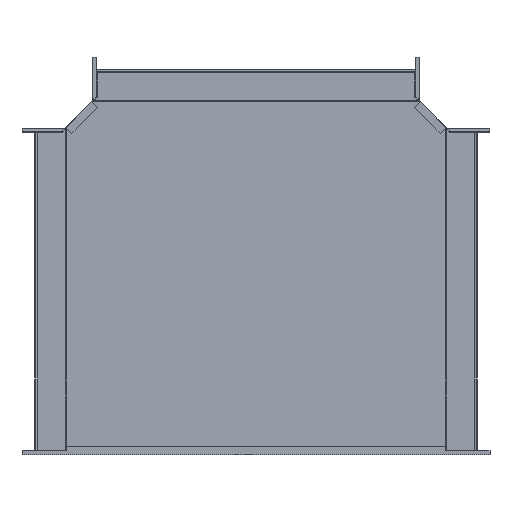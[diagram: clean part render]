
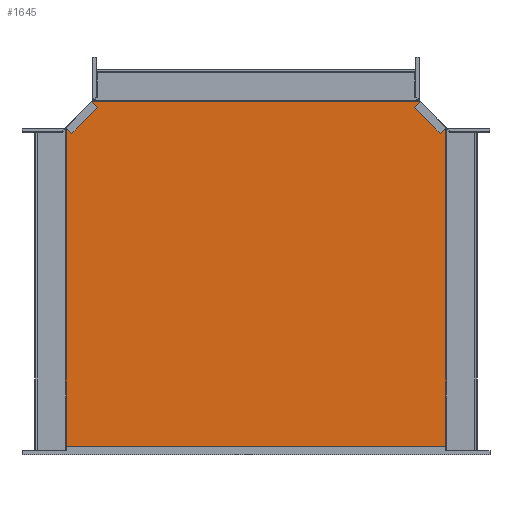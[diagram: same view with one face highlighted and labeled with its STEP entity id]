
A CAD part, front view. The second image highlights one B-rep face of the part: STEP entity #1645.
In plain terms, the highlighted planar face has unit normal (0, -1, 0).
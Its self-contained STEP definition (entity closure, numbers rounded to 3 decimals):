
#40 = DIRECTION ( 'NONE',  ( 1., 0., 0. ) ) ;
#53 = ORIENTED_EDGE ( 'NONE', *, *, #5096, .T. ) ;
#63 = VECTOR ( 'NONE', #2896, 1000. ) ;
#183 = VECTOR ( 'NONE', #2429, 1000. ) ;
#222 = DIRECTION ( 'NONE',  ( 1., 0., 0. ) ) ;
#245 = CARTESIAN_POINT ( 'NONE',  ( 346.134, 0., 593.343 ) ) ;
#261 = CARTESIAN_POINT ( 'NONE',  ( 297.43, 0., 642.103 ) ) ;
#292 = LINE ( 'NONE', #3965, #2435 ) ;
#302 = EDGE_CURVE ( 'NONE', #2629, #4367, #1657, .T. ) ;
#358 = CARTESIAN_POINT ( 'NONE',  ( -345.073, 0., 0. ) ) ;
#396 = VERTEX_POINT ( 'NONE', #5663 ) ;
#397 = VECTOR ( 'NONE', #1827, 1000. ) ;
#442 = CARTESIAN_POINT ( 'NONE',  ( -345.853, 0., 593.68 ) ) ;
#473 = EDGE_CURVE ( 'NONE', #2303, #4998, #3195, .T. ) ;
#538 = ORIENTED_EDGE ( 'NONE', *, *, #302, .F. ) ;
#550 = ORIENTED_EDGE ( 'NONE', *, *, #3833, .F. ) ;
#601 = LINE ( 'NONE', #944, #397 ) ;
#622 = ORIENTED_EDGE ( 'NONE', *, *, #3485, .T. ) ;
#673 = CARTESIAN_POINT ( 'NONE',  ( -346.134, 0., 0. ) ) ;
#738 = CARTESIAN_POINT ( 'NONE',  ( -297.093, 0., 642.384 ) ) ;
#771 = CARTESIAN_POINT ( 'NONE',  ( 337.925, 0., 601.648 ) ) ;
#854 = LINE ( 'NONE', #358, #5534 ) ;
#944 = CARTESIAN_POINT ( 'NONE',  ( 0., 0., 642.384 ) ) ;
#1011 = CARTESIAN_POINT ( 'NONE',  ( 346.134, 0., 593.343 ) ) ;
#1023 = ORIENTED_EDGE ( 'NONE', *, *, #5029, .F. ) ;
#1051 = CARTESIAN_POINT ( 'NONE',  ( -337.925, 0., 601.648 ) ) ;
#1126 = VERTEX_POINT ( 'NONE', #2388 ) ;
#1135 = B_SPLINE_CURVE_WITH_KNOTS ( 'NONE', 3,
 ( #2145, #442, #2574, #4387 ),
 .UNSPECIFIED., .F., .F.,
 ( 4, 4 ),
 ( 0.005, 0.006 ),
 .UNSPECIFIED. ) ;
#1144 = LINE ( 'NONE', #771, #63 ) ;
#1167 = CARTESIAN_POINT ( 'NONE',  ( 345.073, 0., 6.5 ) ) ;
#1171 = VERTEX_POINT ( 'NONE', #3413 ) ;
#1198 = LINE ( 'NONE', #4683, #1751 ) ;
#1243 = CARTESIAN_POINT ( 'NONE',  ( 345.987, 0., 593.506 ) ) ;
#1252 = DIRECTION ( 'NONE',  ( -1., 0., 0. ) ) ;
#1257 = CARTESIAN_POINT ( 'NONE',  ( -345.719, 0., 6.5 ) ) ;
#1447 = CARTESIAN_POINT ( 'NONE',  ( -297.093, 0., 642.384 ) ) ;
#1498 = EDGE_CURVE ( 'NONE', #3294, #5547, #3561, .T. ) ;
#1633 = DIRECTION ( 'NONE',  ( 0., 0., -1. ) ) ;
#1645 = ADVANCED_FACE ( 'NONE', ( #3554 ), #1701, .F. ) ;
#1657 = LINE ( 'NONE', #5591, #4722 ) ;
#1701 = PLANE ( 'NONE',  #3755 ) ;
#1751 = VECTOR ( 'NONE', #1633, 1000. ) ;
#1760 = LINE ( 'NONE', #3597, #5518 ) ;
#1779 = DIRECTION ( 'NONE',  ( 0., 0., 1. ) ) ;
#1812 = CARTESIAN_POINT ( 'NONE',  ( -345.719, 0., 593.854 ) ) ;
#1827 = DIRECTION ( 'NONE',  ( 1., 0., 0. ) ) ;
#1867 = CARTESIAN_POINT ( 'NONE',  ( -345.073, 0., 6.5 ) ) ;
#1917 = EDGE_CURVE ( 'NONE', #4998, #2932, #3368, .T. ) ;
#2038 = DIRECTION ( 'NONE',  ( 0., 0., -1. ) ) ;
#2145 = CARTESIAN_POINT ( 'NONE',  ( -345.719, 0., 593.854 ) ) ;
#2262 = ORIENTED_EDGE ( 'NONE', *, *, #4606, .T. ) ;
#2303 = VERTEX_POINT ( 'NONE', #1257 ) ;
#2388 = CARTESIAN_POINT ( 'NONE',  ( -345.073, 0., 0. ) ) ;
#2404 = CARTESIAN_POINT ( 'NONE',  ( 0., 0., 6.5 ) ) ;
#2429 = DIRECTION ( 'NONE',  ( 0., 0., 1. ) ) ;
#2435 = VECTOR ( 'NONE', #40, 1000. ) ;
#2485 = CARTESIAN_POINT ( 'NONE',  ( 297.256, 0., 642.237 ) ) ;
#2533 = EDGE_CURVE ( 'NONE', #3294, #4052, #4228, .T. ) ;
#2535 = CARTESIAN_POINT ( 'NONE',  ( -297.604, 0., 641.969 ) ) ;
#2574 = CARTESIAN_POINT ( 'NONE',  ( -345.987, 0., 593.506 ) ) ;
#2602 = EDGE_CURVE ( 'NONE', #5279, #396, #1198, .T. ) ;
#2629 = VERTEX_POINT ( 'NONE', #1011 ) ;
#2656 = CARTESIAN_POINT ( 'NONE',  ( 345.073, 0., 6.5 ) ) ;
#2681 = B_SPLINE_CURVE_WITH_KNOTS ( 'NONE', 3,
 ( #4525, #261, #2485, #3729 ),
 .UNSPECIFIED., .F., .F.,
 ( 4, 4 ),
 ( 0.005, 0.006 ),
 .UNSPECIFIED. ) ;
#2895 = EDGE_LOOP ( 'NONE', ( #1023, #622, #538, #550, #5565, #3272, #5089, #3745, #3856, #2960, #5084, #5333, #2262, #53, #4735, #5375 ) ) ;
#2896 = DIRECTION ( 'NONE',  ( 0.707, 0., -0.707 ) ) ;
#2927 = VERTEX_POINT ( 'NONE', #2965 ) ;
#2932 = VERTEX_POINT ( 'NONE', #4582 ) ;
#2960 = ORIENTED_EDGE ( 'NONE', *, *, #5051, .T. ) ;
#2965 = CARTESIAN_POINT ( 'NONE',  ( 345.719, 0., 6.5 ) ) ;
#2995 = B_SPLINE_CURVE_WITH_KNOTS ( 'NONE', 3,
 ( #5001, #3710, #1243, #245 ),
 .UNSPECIFIED., .F., .F.,
 ( 4, 4 ),
 ( 0.005, 0.006 ),
 .UNSPECIFIED. ) ;
#3018 = DIRECTION ( 'NONE',  ( 0., 1., 0. ) ) ;
#3142 = DIRECTION ( 'NONE',  ( -1., 0., 0. ) ) ;
#3172 = VERTEX_POINT ( 'NONE', #1867 ) ;
#3195 = LINE ( 'NONE', #2404, #4836 ) ;
#3272 = ORIENTED_EDGE ( 'NONE', *, *, #5608, .T. ) ;
#3294 = VERTEX_POINT ( 'NONE', #2535 ) ;
#3368 = LINE ( 'NONE', #673, #183 ) ;
#3413 = CARTESIAN_POINT ( 'NONE',  ( 345.719, 0., 593.854 ) ) ;
#3424 = EDGE_CURVE ( 'NONE', #5547, #4151, #601, .T. ) ;
#3485 = EDGE_CURVE ( 'NONE', #2927, #4367, #3717, .T. ) ;
#3554 = FACE_OUTER_BOUND ( 'NONE', #2895, .T. ) ;
#3561 = B_SPLINE_CURVE_WITH_KNOTS ( 'NONE', 3,
 ( #5506, #5111, #5533, #738 ),
 .UNSPECIFIED., .F., .F.,
 ( 4, 4 ),
 ( 0.005, 0.006 ),
 .UNSPECIFIED. ) ;
#3597 = CARTESIAN_POINT ( 'NONE',  ( 345.073, 0., 0. ) ) ;
#3710 = CARTESIAN_POINT ( 'NONE',  ( 345.853, 0., 593.68 ) ) ;
#3715 = CARTESIAN_POINT ( 'NONE',  ( -346.134, 0., 6.5 ) ) ;
#3717 = LINE ( 'NONE', #4112, #4327 ) ;
#3729 = CARTESIAN_POINT ( 'NONE',  ( 297.093, 0., 642.384 ) ) ;
#3745 = ORIENTED_EDGE ( 'NONE', *, *, #1498, .F. ) ;
#3755 = AXIS2_PLACEMENT_3D ( 'NONE', #3952, #3018, #1779 ) ;
#3764 = EDGE_CURVE ( 'NONE', #396, #1126, #1760, .T. ) ;
#3833 = EDGE_CURVE ( 'NONE', #1171, #2629, #2995, .T. ) ;
#3853 = DIRECTION ( 'NONE',  ( 0., 0., -1. ) ) ;
#3856 = ORIENTED_EDGE ( 'NONE', *, *, #2533, .T. ) ;
#3952 = CARTESIAN_POINT ( 'NONE',  ( 0., 0., 0. ) ) ;
#3965 = CARTESIAN_POINT ( 'NONE',  ( -345.073, 0., 6.5 ) ) ;
#4052 = VERTEX_POINT ( 'NONE', #1812 ) ;
#4063 = VECTOR ( 'NONE', #1252, 1000. ) ;
#4090 = CARTESIAN_POINT ( 'NONE',  ( 297.093, 0., 642.384 ) ) ;
#4112 = CARTESIAN_POINT ( 'NONE',  ( 345.719, 0., 6.5 ) ) ;
#4151 = VERTEX_POINT ( 'NONE', #4090 ) ;
#4170 = DIRECTION ( 'NONE',  ( -0.707, 0., -0.707 ) ) ;
#4228 = LINE ( 'NONE', #1051, #5049 ) ;
#4327 = VECTOR ( 'NONE', #222, 1000. ) ;
#4367 = VERTEX_POINT ( 'NONE', #4928 ) ;
#4387 = CARTESIAN_POINT ( 'NONE',  ( -346.134, 0., 593.343 ) ) ;
#4426 = VERTEX_POINT ( 'NONE', #5354 ) ;
#4468 = DIRECTION ( 'NONE',  ( -1., 0., 0. ) ) ;
#4525 = CARTESIAN_POINT ( 'NONE',  ( 297.604, 0., 641.969 ) ) ;
#4582 = CARTESIAN_POINT ( 'NONE',  ( -346.134, 0., 593.343 ) ) ;
#4606 = EDGE_CURVE ( 'NONE', #2303, #3172, #292, .T. ) ;
#4683 = CARTESIAN_POINT ( 'NONE',  ( 345.073, 0., 0. ) ) ;
#4722 = VECTOR ( 'NONE', #2038, 1000. ) ;
#4735 = ORIENTED_EDGE ( 'NONE', *, *, #3764, .F. ) ;
#4836 = VECTOR ( 'NONE', #4468, 1000. ) ;
#4864 = EDGE_CURVE ( 'NONE', #4426, #1171, #1144, .T. ) ;
#4928 = CARTESIAN_POINT ( 'NONE',  ( 346.134, 0., 6.5 ) ) ;
#4998 = VERTEX_POINT ( 'NONE', #3715 ) ;
#5001 = CARTESIAN_POINT ( 'NONE',  ( 345.719, 0., 593.854 ) ) ;
#5029 = EDGE_CURVE ( 'NONE', #2927, #5279, #5144, .T. ) ;
#5049 = VECTOR ( 'NONE', #4170, 1000. ) ;
#5051 = EDGE_CURVE ( 'NONE', #4052, #2932, #1135, .T. ) ;
#5084 = ORIENTED_EDGE ( 'NONE', *, *, #1917, .F. ) ;
#5089 = ORIENTED_EDGE ( 'NONE', *, *, #3424, .F. ) ;
#5096 = EDGE_CURVE ( 'NONE', #3172, #1126, #854, .T. ) ;
#5111 = CARTESIAN_POINT ( 'NONE',  ( -297.43, 0., 642.103 ) ) ;
#5144 = LINE ( 'NONE', #2656, #4063 ) ;
#5279 = VERTEX_POINT ( 'NONE', #1167 ) ;
#5333 = ORIENTED_EDGE ( 'NONE', *, *, #473, .F. ) ;
#5354 = CARTESIAN_POINT ( 'NONE',  ( 297.604, 0., 641.969 ) ) ;
#5375 = ORIENTED_EDGE ( 'NONE', *, *, #2602, .F. ) ;
#5506 = CARTESIAN_POINT ( 'NONE',  ( -297.604, 0., 641.969 ) ) ;
#5518 = VECTOR ( 'NONE', #3142, 1000. ) ;
#5533 = CARTESIAN_POINT ( 'NONE',  ( -297.256, 0., 642.237 ) ) ;
#5534 = VECTOR ( 'NONE', #3853, 1000. ) ;
#5547 = VERTEX_POINT ( 'NONE', #1447 ) ;
#5565 = ORIENTED_EDGE ( 'NONE', *, *, #4864, .F. ) ;
#5591 = CARTESIAN_POINT ( 'NONE',  ( 346.134, 0., 0. ) ) ;
#5608 = EDGE_CURVE ( 'NONE', #4426, #4151, #2681, .T. ) ;
#5663 = CARTESIAN_POINT ( 'NONE',  ( 345.073, 0., 0. ) ) ;
